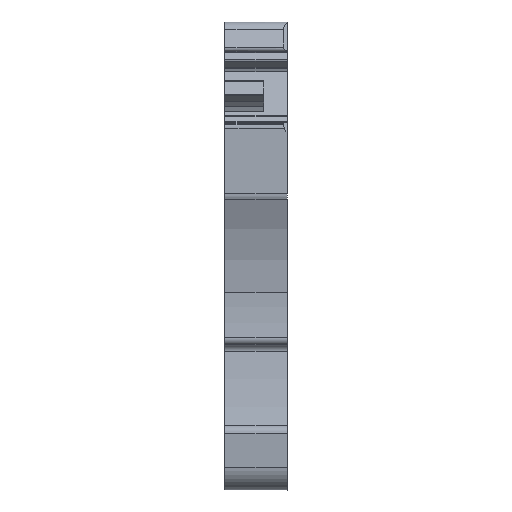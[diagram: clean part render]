
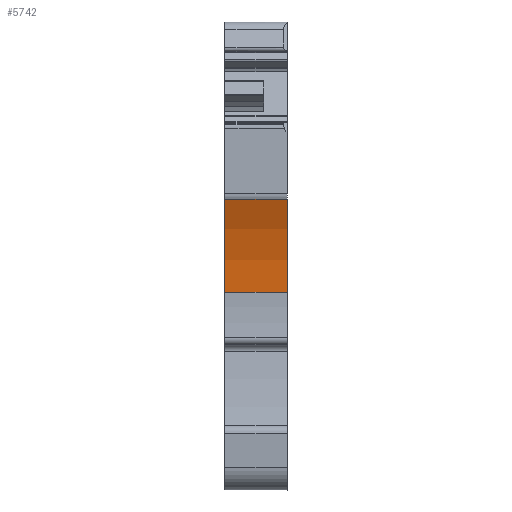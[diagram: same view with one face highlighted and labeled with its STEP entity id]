
A CAD part, front view. The second image highlights one B-rep face of the part: STEP entity #5742.
In plain terms, the highlighted cylindrical face has radius 20 mm (diameter 40 mm), a partial arc.
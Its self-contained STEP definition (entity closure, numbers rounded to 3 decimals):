
#1502=AXIS2_PLACEMENT_3D('Circle Axis2P3D',#1500,#1501,$) ;
#5722=AXIS2_PLACEMENT_3D('Cylinder Axis2P3D',#5719,#5720,#5721) ;
#5733=AXIS2_PLACEMENT_3D('Circle Axis2P3D',#5731,#5732,$) ;
#1497=CARTESIAN_POINT('Vertex',(5.1,0.09,23.842)) ;
#1500=CARTESIAN_POINT('Axis2P3D Location',(5.1,-18.105,15.54)) ;
#1504=CARTESIAN_POINT('Vertex',(5.1,1.884,16.2)) ;
#5700=CARTESIAN_POINT('Line Origine',(2.55,0.09,23.842)) ;
#5704=CARTESIAN_POINT('Vertex',(0.,0.09,23.842)) ;
#5719=CARTESIAN_POINT('Axis2P3D Location',(2.55,-18.105,15.54)) ;
#5724=CARTESIAN_POINT('Line Origine',(2.55,1.884,16.2)) ;
#5728=CARTESIAN_POINT('Vertex',(0.,1.884,16.2)) ;
#5731=CARTESIAN_POINT('Axis2P3D Location',(0.,-18.105,15.54)) ;
#1501=DIRECTION('Axis2P3D Direction',(-1.,0.,0.)) ;
#5701=DIRECTION('Vector Direction',(-1.,0.,0.)) ;
#5720=DIRECTION('Axis2P3D Direction',(-1.,0.,0.)) ;
#5721=DIRECTION('Axis2P3D XDirection',(0.,0.91,0.415)) ;
#5725=DIRECTION('Vector Direction',(-1.,0.,0.)) ;
#5732=DIRECTION('Axis2P3D Direction',(-1.,0.,0.)) ;
#5702=VECTOR('Line Direction',#5701,1.) ;
#5726=VECTOR('Line Direction',#5725,1.) ;
#5737=ORIENTED_EDGE('',*,*,#5730,.F.) ;
#5738=ORIENTED_EDGE('',*,*,#1506,.T.) ;
#5739=ORIENTED_EDGE('',*,*,#5706,.T.) ;
#5740=ORIENTED_EDGE('',*,*,#5735,.F.) ;
#5742=ADVANCED_FACE('KLTR',(#5741),#5723,.F.) ;
#1503=CIRCLE('generated circle',#1502,20.) ;
#5734=CIRCLE('generated circle',#5733,20.) ;
#5723=CYLINDRICAL_SURFACE('generated cylinder',#5722,20.) ;
#1506=EDGE_CURVE('',#1505,#1498,#1503,.F.) ;
#5706=EDGE_CURVE('',#1498,#5705,#5703,.T.) ;
#5730=EDGE_CURVE('',#1505,#5729,#5727,.T.) ;
#5735=EDGE_CURVE('',#5729,#5705,#5734,.F.) ;
#5736=EDGE_LOOP('',(#5737,#5738,#5739,#5740)) ;
#5741=FACE_OUTER_BOUND('',#5736,.T.) ;
#5703=LINE('Line',#5700,#5702) ;
#5727=LINE('Line',#5724,#5726) ;
#1498=VERTEX_POINT('',#1497) ;
#1505=VERTEX_POINT('',#1504) ;
#5705=VERTEX_POINT('',#5704) ;
#5729=VERTEX_POINT('',#5728) ;
